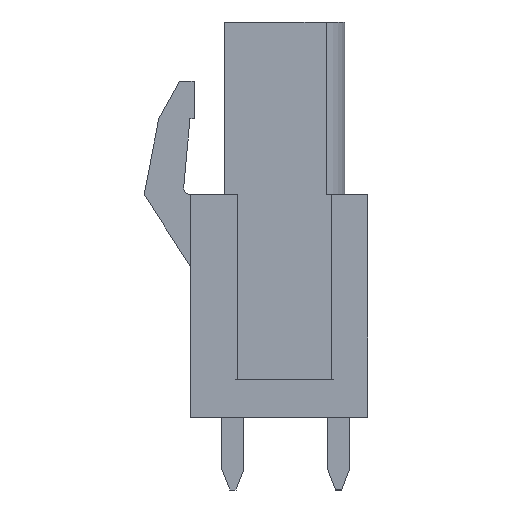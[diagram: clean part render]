
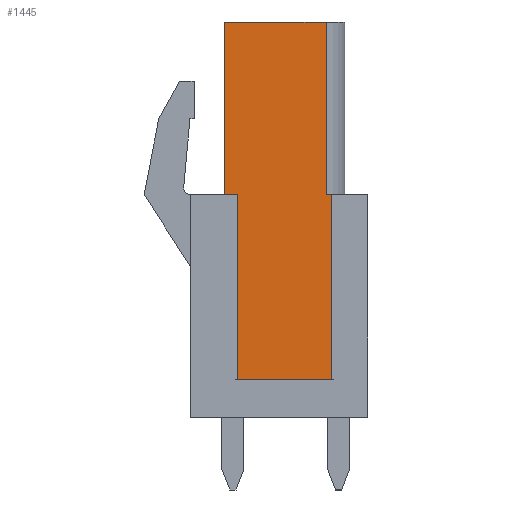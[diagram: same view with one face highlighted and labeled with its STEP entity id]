
A CAD part, left-side view. The second image highlights one B-rep face of the part: STEP entity #1445.
In plain terms, the highlighted planar face has unit normal (-1, 0, 0).
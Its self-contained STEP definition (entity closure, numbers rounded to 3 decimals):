
#1445 = ADVANCED_FACE( '', ( #3038 ), #3039, .T. );
#3038 = FACE_OUTER_BOUND( '', #4760, .T. );
#3039 = PLANE( '', #4761 );
#4760 = EDGE_LOOP( '', ( #8988, #8989, #8990, #8991, #8992, #8993, #8994 ) );
#4761 = AXIS2_PLACEMENT_3D( '', #8995, #8996, #8997 );
#8988 = ORIENTED_EDGE( '', *, *, #12035, .T. );
#8989 = ORIENTED_EDGE( '', *, *, #11803, .T. );
#8990 = ORIENTED_EDGE( '', *, *, #10698, .T. );
#8991 = ORIENTED_EDGE( '', *, *, #12264, .T. );
#8992 = ORIENTED_EDGE( '', *, *, #11682, .T. );
#8993 = ORIENTED_EDGE( '', *, *, #12006, .F. );
#8994 = ORIENTED_EDGE( '', *, *, #10904, .F. );
#8995 = CARTESIAN_POINT( '', ( -25.72, 0., 0. ) );
#8996 = DIRECTION( '', ( -1., 0., 0. ) );
#8997 = DIRECTION( '', ( 0., 0., 1. ) );
#10698 = EDGE_CURVE( '', #12935, #12933, #12936, .T. );
#10904 = EDGE_CURVE( '', #13294, #13289, #13296, .T. );
#11682 = EDGE_CURVE( '', #14545, #14542, #14546, .T. );
#11803 = EDGE_CURVE( '', #14723, #12935, #14727, .T. );
#12006 = EDGE_CURVE( '', #13289, #14542, #15009, .T. );
#12035 = EDGE_CURVE( '', #13294, #14723, #15048, .T. );
#12264 = EDGE_CURVE( '', #12933, #14545, #15331, .T. );
#12933 = VERTEX_POINT( '', #16163 );
#12935 = VERTEX_POINT( '', #16166 );
#12936 = LINE( '', #16167, #16168 );
#13289 = VERTEX_POINT( '', #16667 );
#13294 = VERTEX_POINT( '', #16674 );
#13296 = LINE( '', #16677, #16678 );
#14542 = VERTEX_POINT( '', #18547 );
#14545 = VERTEX_POINT( '', #18551 );
#14546 = LINE( '', #18552, #18553 );
#14723 = VERTEX_POINT( '', #18822 );
#14727 = LINE( '', #18828, #18829 );
#15009 = LINE( '', #19261, #19262 );
#15048 = LINE( '', #19328, #19329 );
#15331 = LINE( '', #19762, #19763 );
#16163 = CARTESIAN_POINT( '', ( -25.72, 2.65, 8.3 ) );
#16166 = CARTESIAN_POINT( '', ( -25.72, -2.25, 8.3 ) );
#16167 = CARTESIAN_POINT( '', ( -25.72, -3.15, 8.3 ) );
#16168 = VECTOR( '', #20449, 1000. );
#16667 = CARTESIAN_POINT( '', ( -25.72, -3.15, -8.9 ) );
#16674 = CARTESIAN_POINT( '', ( -25.72, -3.15, 0. ) );
#16677 = CARTESIAN_POINT( '', ( -25.72, -3.15, 0. ) );
#16678 = VECTOR( '', #20676, 1000. );
#18547 = CARTESIAN_POINT( '', ( -25.72, 2.65, -8.9 ) );
#18551 = CARTESIAN_POINT( '', ( -25.72, 2.65, 0. ) );
#18552 = CARTESIAN_POINT( '', ( -25.72, 2.65, 0. ) );
#18553 = VECTOR( '', #21429, 1000. );
#18822 = CARTESIAN_POINT( '', ( -25.72, -2.25, 0. ) );
#18828 = CARTESIAN_POINT( '', ( -25.72, -2.25, 0. ) );
#18829 = VECTOR( '', #21534, 1000. );
#19261 = CARTESIAN_POINT( '', ( -25.72, -4.25, -8.9 ) );
#19262 = VECTOR( '', #21715, 1000. );
#19328 = CARTESIAN_POINT( '', ( -25.72, 0., 0. ) );
#19329 = VECTOR( '', #21739, 1000. );
#19762 = CARTESIAN_POINT( '', ( -25.72, 2.65, 8.3 ) );
#19763 = VECTOR( '', #21918, 1000. );
#20449 = DIRECTION( '', ( 0., 1., 0. ) );
#20676 = DIRECTION( '', ( 0., 0., -1. ) );
#21429 = DIRECTION( '', ( 0., 0., -1. ) );
#21534 = DIRECTION( '', ( 0., 0., 1. ) );
#21715 = DIRECTION( '', ( 0., 1., 0. ) );
#21739 = DIRECTION( '', ( 0., 1., 0. ) );
#21918 = DIRECTION( '', ( 0., 0., -1. ) );
